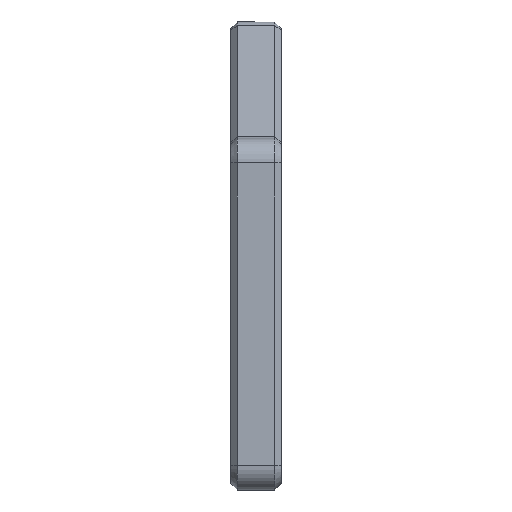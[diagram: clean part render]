
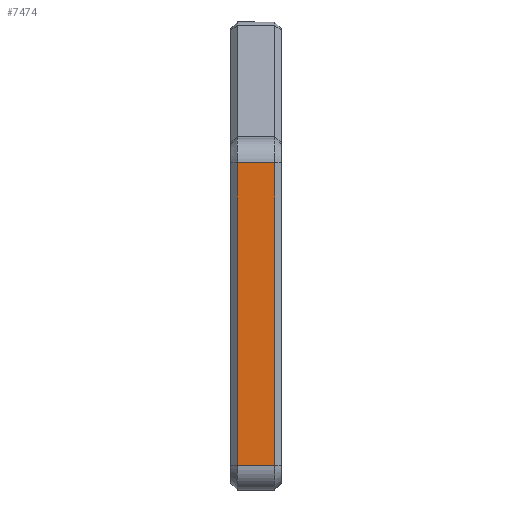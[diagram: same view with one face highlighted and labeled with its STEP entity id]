
A CAD part, left-side view. The second image highlights one B-rep face of the part: STEP entity #7474.
In plain terms, the highlighted planar face has unit normal (-1, 0, 0).
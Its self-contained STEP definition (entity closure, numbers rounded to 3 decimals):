
#700 = VERTEX_POINT ( 'NONE', #1754 ) ;
#1056 = AXIS2_PLACEMENT_3D ( 'NONE', #4473, #9105, #5293 ) ;
#1060 = DIRECTION ( 'NONE',  ( 0., 0., 1. ) ) ;
#1240 = FACE_OUTER_BOUND ( 'NONE', #7188, .T. ) ;
#1586 = VECTOR ( 'NONE', #3859, 1000. ) ;
#1686 = LINE ( 'NONE', #6462, #6705 ) ;
#1754 = CARTESIAN_POINT ( 'NONE',  ( -70.724, -6.7, 15.383 ) ) ;
#1864 = CARTESIAN_POINT ( 'NONE',  ( -70.724, 7.5, 15.383 ) ) ;
#2077 = VERTEX_POINT ( 'NONE', #3385 ) ;
#2088 = EDGE_CURVE ( 'NONE', #8724, #700, #6459, .T. ) ;
#2821 = ORIENTED_EDGE ( 'NONE', *, *, #7926, .T. ) ;
#3207 = VERTEX_POINT ( 'NONE', #3995 ) ;
#3385 = CARTESIAN_POINT ( 'NONE',  ( -70.724, 5.5, -82.242 ) ) ;
#3859 = DIRECTION ( 'NONE',  ( 0., -1., 0. ) ) ;
#3995 = CARTESIAN_POINT ( 'NONE',  ( -70.724, 5.5, 15.383 ) ) ;
#4158 = EDGE_CURVE ( 'NONE', #3207, #700, #7316, .T. ) ;
#4473 = CARTESIAN_POINT ( 'NONE',  ( -70.724, 7.5, -82.242 ) ) ;
#4561 = DIRECTION ( 'NONE',  ( 0., 0., -1. ) ) ;
#5293 = DIRECTION ( 'NONE',  ( 0., 0., -1. ) ) ;
#5641 = CARTESIAN_POINT ( 'NONE',  ( -70.724, -6.7, -82.242 ) ) ;
#6459 = LINE ( 'NONE', #9591, #7904 ) ;
#6462 = CARTESIAN_POINT ( 'NONE',  ( -70.724, 7.5, -82.242 ) ) ;
#6705 = VECTOR ( 'NONE', #9595, 1000. ) ;
#6743 = PLANE ( 'NONE',  #1056 ) ;
#7188 = EDGE_LOOP ( 'NONE', ( #9053, #9046, #7465, #2821 ) ) ;
#7316 = LINE ( 'NONE', #1864, #1586 ) ;
#7465 = ORIENTED_EDGE ( 'NONE', *, *, #4158, .F. ) ;
#7474 = ADVANCED_FACE ( 'NONE', ( #1240 ), #6743, .F. ) ;
#7596 = CARTESIAN_POINT ( 'NONE',  ( -70.724, 5.5, -82.242 ) ) ;
#7904 = VECTOR ( 'NONE', #1060, 1000. ) ;
#7926 = EDGE_CURVE ( 'NONE', #3207, #2077, #8329, .T. ) ;
#8329 = LINE ( 'NONE', #7596, #8625 ) ;
#8625 = VECTOR ( 'NONE', #4561, 1000. ) ;
#8724 = VERTEX_POINT ( 'NONE', #5641 ) ;
#9046 = ORIENTED_EDGE ( 'NONE', *, *, #2088, .T. ) ;
#9053 = ORIENTED_EDGE ( 'NONE', *, *, #9512, .T. ) ;
#9105 = DIRECTION ( 'NONE',  ( 1., 0., 0. ) ) ;
#9512 = EDGE_CURVE ( 'NONE', #2077, #8724, #1686, .T. ) ;
#9591 = CARTESIAN_POINT ( 'NONE',  ( -70.724, -6.7, 15.383 ) ) ;
#9595 = DIRECTION ( 'NONE',  ( 0., -1., 0. ) ) ;
